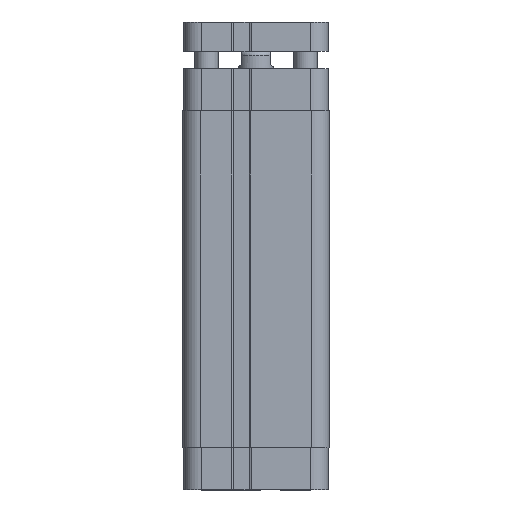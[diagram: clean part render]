
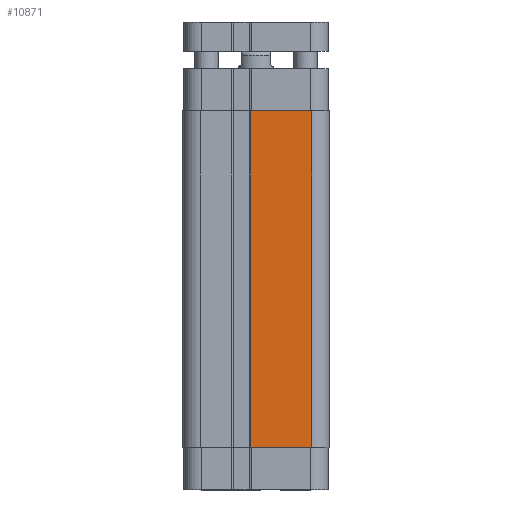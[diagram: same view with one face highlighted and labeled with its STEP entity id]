
A CAD part, top view. The second image highlights one B-rep face of the part: STEP entity #10871.
In plain terms, the highlighted planar face has unit normal (0, 0, 1).
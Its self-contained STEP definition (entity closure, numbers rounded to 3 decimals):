
#8576=CARTESIAN_POINT('',(19.05,-57.75,25.05));
#8577=VERTEX_POINT('',#8576);
#8585=CARTESIAN_POINT('',(-1.75,-57.75,25.05));
#8586=VERTEX_POINT('',#8585);
#8587=CARTESIAN_POINT('',(-1.75,-57.75,25.05));
#8588=DIRECTION('',(1.0,0.0,0.0));
#8589=VECTOR('',#8588,20.8);
#8590=LINE('',#8587,#8589);
#8591=EDGE_CURVE('',#8586,#8577,#8590,.T.);
#10353=CARTESIAN_POINT('',(-1.75,57.75,25.05));
#10354=VERTEX_POINT('',#10353);
#10362=CARTESIAN_POINT('',(19.05,57.75,25.05));
#10363=VERTEX_POINT('',#10362);
#10364=CARTESIAN_POINT('',(19.05,57.75,25.05));
#10365=DIRECTION('',(-1.0,0.0,0.0));
#10366=VECTOR('',#10365,20.8);
#10367=LINE('',#10364,#10366);
#10368=EDGE_CURVE('',#10363,#10354,#10367,.T.);
#10839=CARTESIAN_POINT('',(19.05,-57.75,25.05));
#10840=DIRECTION('',(0.0,1.0,0.0));
#10841=VECTOR('',#10840,115.5);
#10842=LINE('',#10839,#10841);
#10843=EDGE_CURVE('',#8577,#10363,#10842,.T.);
#10855=CARTESIAN_POINT('',(19.05,0.0,25.05));
#10856=DIRECTION('',(0.0,0.0,1.0));
#10857=DIRECTION('',(1.0,0.0,0.0));
#10858=AXIS2_PLACEMENT_3D('',#10855,#10856,#10857);
#10859=PLANE('',#10858);
#10860=ORIENTED_EDGE('',*,*,#10368,.T.);
#10861=CARTESIAN_POINT('',(-1.75,-57.75,25.05));
#10862=DIRECTION('',(0.0,1.0,0.0));
#10863=VECTOR('',#10862,115.5);
#10864=LINE('',#10861,#10863);
#10865=EDGE_CURVE('',#8586,#10354,#10864,.T.);
#10866=ORIENTED_EDGE('',*,*,#10865,.F.);
#10867=ORIENTED_EDGE('',*,*,#8591,.T.);
#10868=ORIENTED_EDGE('',*,*,#10843,.T.);
#10869=EDGE_LOOP('',(#10860,#10866,#10867,#10868));
#10870=FACE_OUTER_BOUND('',#10869,.T.);
#10871=ADVANCED_FACE('',(#10870),#10859,.T.);
